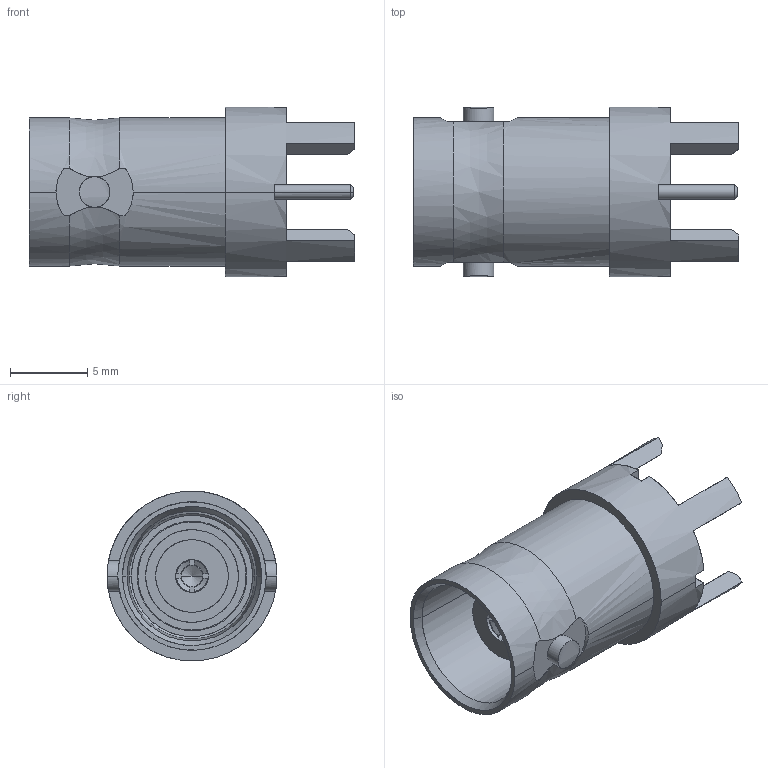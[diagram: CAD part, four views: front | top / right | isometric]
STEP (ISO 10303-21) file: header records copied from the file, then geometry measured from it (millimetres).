
FILE_DESCRIPTION(/* description */ (''),/* implementation_level */ '2;1');
FILE_NAME(/* name */ 'AMPHEN~1',/* time_stamp */ '2018-02-24T12:57:54+03:00',/* author */ (''),/* organization */ (''),/* preprocessor_version */ 'ST-DEVELOPER v15',/* originating_system */ '',/* authorisation */ '');
FILE_SCHEMA (('AUTOMOTIVE_DESIGN'));
Length unit declared in the file: millimetre
Products named in the file (1): Document
Bounding box: 21.1 x 11 x 11 mm (x, y, z)
Surface area: 1273.2 mm2 (no closed solid volume)
Topology: 0 solids, 94 shells, 94 faces, 329 edges, 327 vertices
Faces by surface type: bspline 48, plane 46
Entity records: 5702 total; most frequent: CARTESIAN_POINT 3052, ORIENTED_EDGE 327, EDGE_CURVE 327, VERTEX_POINT 327, B_SPLINE_CURVE_WITH_KNOTS 174, EDGE_LOOP 103, COLOUR_RGB 94, FILL_AREA_STYLE_COLOUR 94
